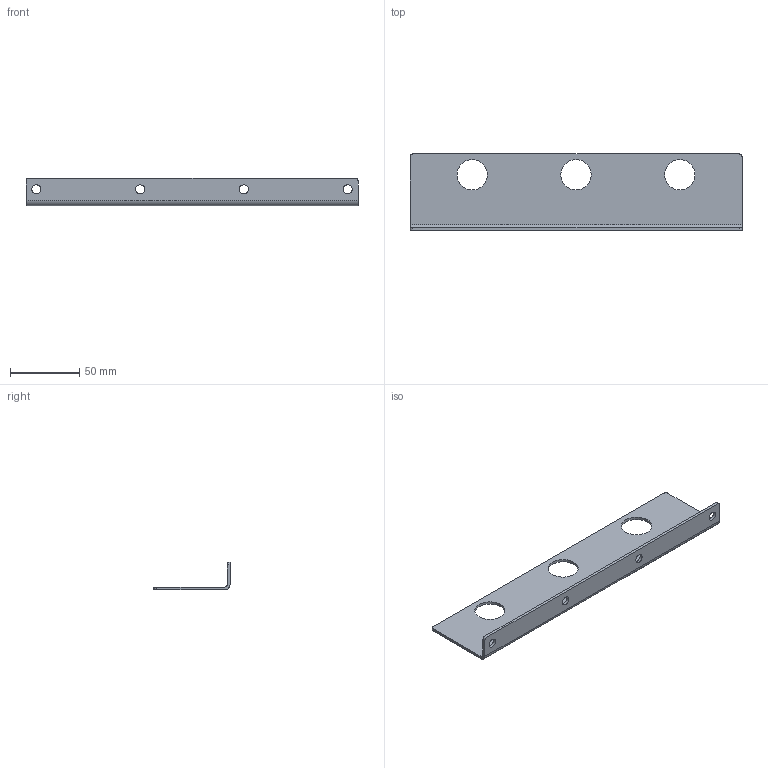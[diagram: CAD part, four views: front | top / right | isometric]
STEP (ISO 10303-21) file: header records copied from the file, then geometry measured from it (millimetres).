
FILE_DESCRIPTION((''),'2;1');
FILE_NAME('2083_Befestigungswinkel_240mm.stp','2011-12-05T10:42:10',('pascalzweiacker'),(''),'Autodesk Inventor 2012','Autodesk Inventor 2012','');
FILE_SCHEMA(('AUTOMOTIVE_DESIGN { 1 0 10303 214 1 1 1 1 }'));
Length unit declared in the file: millimetre
Products named in the file (1): 2083_Befestigungswinkel_240mm
Bounding box: 240 x 55 x 20 mm (x, y, z)
Volume: 31868.8 mm3; surface area: 33686.9 mm2
Topology: 1 solids, 1 shells, 21 faces, 64 edges, 45 vertices
Faces by surface type: cylinder 13, plane 8
Full cylindrical faces by diameter (mm): 6.5 x4, 22 x3
Entity records: 696 total; most frequent: DIRECTION 120, CARTESIAN_POINT 110, ORIENTED_EDGE 100, EDGE_CURVE 50, AXIS2_PLACEMENT_3D 48, EDGE_LOOP 42, VERTEX_POINT 38, CIRCLE 26
